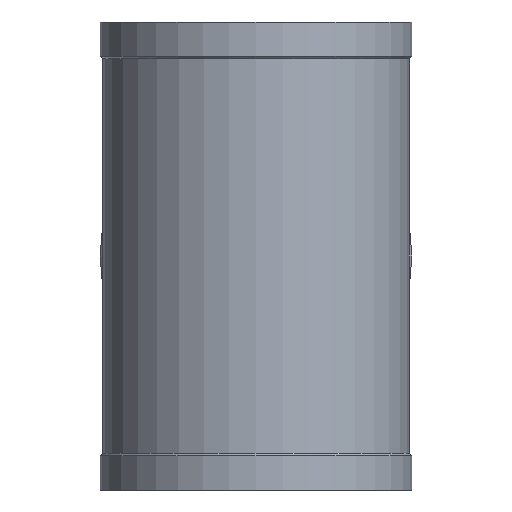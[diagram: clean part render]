
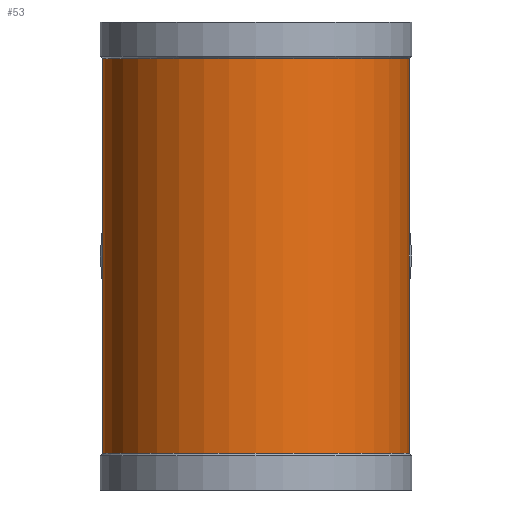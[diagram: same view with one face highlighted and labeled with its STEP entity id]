
A CAD part, left-side view. The second image highlights one B-rep face of the part: STEP entity #53.
In plain terms, the highlighted cylindrical face has radius 225 mm (diameter 450 mm), a full revolution.
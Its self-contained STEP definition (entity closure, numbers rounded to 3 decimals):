
#53 = ADVANCED_FACE( '', ( #119, #120, #121 ), #122, .T. );
#119 = FACE_OUTER_BOUND( '', #204, .T. );
#120 = FACE_BOUND( '', #205, .T. );
#121 = FACE_OUTER_BOUND( '', #206, .T. );
#122 = CYLINDRICAL_SURFACE( '', #207, 225. );
#204 = EDGE_LOOP( '', ( #295 ) );
#205 = EDGE_LOOP( '', ( #296, #297 ) );
#206 = EDGE_LOOP( '', ( #298 ) );
#207 = AXIS2_PLACEMENT_3D( '', #299, #300, #301 );
#295 = ORIENTED_EDGE( '', *, *, #397, .T. );
#296 = ORIENTED_EDGE( '', *, *, #398, .F. );
#297 = ORIENTED_EDGE( '', *, *, #399, .F. );
#298 = ORIENTED_EDGE( '', *, *, #382, .F. );
#299 = CARTESIAN_POINT( '', ( 0., 0., -343. ) );
#300 = DIRECTION( '', ( 0., 0., 1. ) );
#301 = DIRECTION( '', ( -1., 0., 0. ) );
#382 = EDGE_CURVE( '', #423, #423, #424, .T. );
#397 = EDGE_CURVE( '', #448, #448, #449, .T. );
#398 = EDGE_CURVE( '', #450, #451, #452, .T. );
#399 = EDGE_CURVE( '', #451, #450, #453, .F. );
#423 = VERTEX_POINT( '', #486 );
#424 = CIRCLE( '', #487, 225. );
#448 = VERTEX_POINT( '', #511 );
#449 = CIRCLE( '', #512, 225. );
#450 = VERTEX_POINT( '', #513 );
#451 = VERTEX_POINT( '', #514 );
#452 = ELLIPSE( '', #515, 318.198, 225. );
#453 = ELLIPSE( '', #516, 318.198, 225. );
#486 = CARTESIAN_POINT( '', ( -225., 0., -289.4 ) );
#487 = AXIS2_PLACEMENT_3D( '', #548, #549, #550 );
#511 = CARTESIAN_POINT( '', ( -225., 0., 289.4 ) );
#512 = AXIS2_PLACEMENT_3D( '', #578, #579, #580 );
#513 = CARTESIAN_POINT( '', ( 0., 225., 0. ) );
#514 = CARTESIAN_POINT( '', ( 0., -225., 0. ) );
#515 = AXIS2_PLACEMENT_3D( '', #581, #582, #583 );
#516 = AXIS2_PLACEMENT_3D( '', #584, #585, #586 );
#548 = CARTESIAN_POINT( '', ( 0., 0., -289.4 ) );
#549 = DIRECTION( '', ( 0., 0., -1. ) );
#550 = DIRECTION( '', ( -1., 0., 0. ) );
#578 = CARTESIAN_POINT( '', ( 0., 0., 289.4 ) );
#579 = DIRECTION( '', ( 0., 0., -1. ) );
#580 = DIRECTION( '', ( -1., 0., 0. ) );
#581 = CARTESIAN_POINT( '', ( 0., 0., 0. ) );
#582 = DIRECTION( '', ( 0.707, 0., -0.707 ) );
#583 = DIRECTION( '', ( -0.707, 0., -0.707 ) );
#584 = CARTESIAN_POINT( '', ( 0., 0., 0. ) );
#585 = DIRECTION( '', ( -0.707, 0., -0.707 ) );
#586 = DIRECTION( '', ( 0.707, 0., -0.707 ) );
